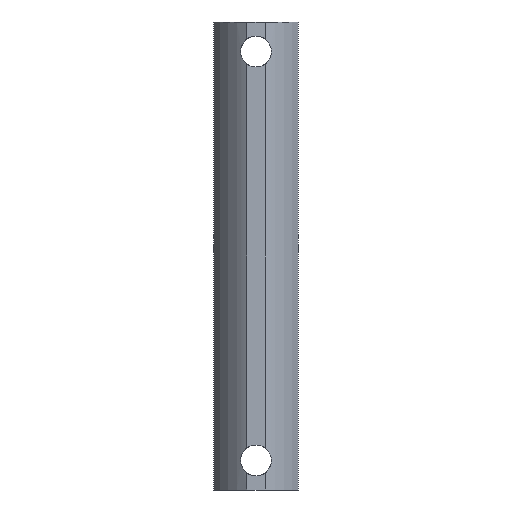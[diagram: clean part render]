
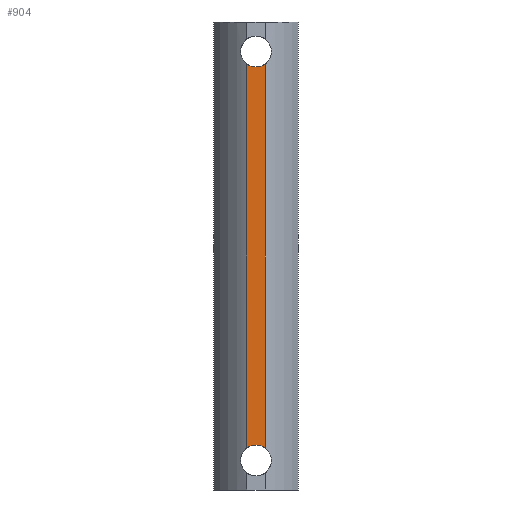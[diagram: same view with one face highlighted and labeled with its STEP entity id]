
A CAD part, front view. The second image highlights one B-rep face of the part: STEP entity #904.
In plain terms, the highlighted planar face has unit normal (0, -1, 0).
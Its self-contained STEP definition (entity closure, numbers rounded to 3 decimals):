
#154 = VERTEX_POINT('',#155);
#155 = CARTESIAN_POINT('',(-1.5,-7.,-31.2));
#177 = CYLINDRICAL_SURFACE('',#178,2.5);
#178 = AXIS2_PLACEMENT_3D('',#179,#180,#181);
#179 = CARTESIAN_POINT('',(0.,0.,-33.2
    ));
#180 = DIRECTION('',(0.,-1.,0.));
#181 = DIRECTION('',(0.,0.,1.));
#233 = CYLINDRICAL_SURFACE('',#234,15.);
#234 = AXIS2_PLACEMENT_3D('',#235,#236,#237);
#235 = CARTESIAN_POINT('',(6.876,5.444,38.));
#236 = DIRECTION('',(0.,0.,1.));
#237 = DIRECTION('',(-1.,0.,0.));
#289 = EDGE_CURVE('',#154,#290,#292,.T.);
#290 = VERTEX_POINT('',#291);
#291 = CARTESIAN_POINT('',(0.,-7.,-30.7));
#292 = SURFACE_CURVE('',#293,(#298,#305),.PCURVE_S1.);
#293 = CIRCLE('',#294,2.5);
#294 = AXIS2_PLACEMENT_3D('',#295,#296,#297);
#295 = CARTESIAN_POINT('',(0.,-7.,-33.2));
#296 = DIRECTION('',(0.,1.,-0.));
#297 = DIRECTION('',(0.,0.,1.));
#298 = PCURVE('',#177,#299);
#299 = DEFINITIONAL_REPRESENTATION('',(#300),#304);
#300 = LINE('',#301,#302);
#301 = CARTESIAN_POINT('',(6.283,7.));
#302 = VECTOR('',#303,1.);
#303 = DIRECTION('',(-1.,0.));
#304 = ( GEOMETRIC_REPRESENTATION_CONTEXT(2) 
PARAMETRIC_REPRESENTATION_CONTEXT() REPRESENTATION_CONTEXT('2D SPACE',''
  ) );
#305 = PCURVE('',#306,#311);
#306 = PLANE('',#307);
#307 = AXIS2_PLACEMENT_3D('',#308,#309,#310);
#308 = CARTESIAN_POINT('',(1.5,-7.,38.));
#309 = DIRECTION('',(0.,1.,0.));
#310 = DIRECTION('',(1.,-0.,0.));
#311 = DEFINITIONAL_REPRESENTATION('',(#312),#316);
#312 = CIRCLE('',#313,2.5);
#313 = AXIS2_PLACEMENT_2D('',#314,#315);
#314 = CARTESIAN_POINT('',(-1.5,71.2));
#315 = DIRECTION('',(0.,-1.));
#316 = ( GEOMETRIC_REPRESENTATION_CONTEXT(2) 
PARAMETRIC_REPRESENTATION_CONTEXT() REPRESENTATION_CONTEXT('2D SPACE',''
  ) );
#334 = CYLINDRICAL_SURFACE('',#335,2.5);
#335 = AXIS2_PLACEMENT_3D('',#336,#337,#338);
#336 = CARTESIAN_POINT('',(0.,0.,-33.2
    ));
#337 = DIRECTION('',(0.,-1.,0.));
#338 = DIRECTION('',(0.,0.,1.));
#428 = VERTEX_POINT('',#429);
#429 = CARTESIAN_POINT('',(-1.5,-7.,31.2));
#453 = CYLINDRICAL_SURFACE('',#454,2.5);
#454 = AXIS2_PLACEMENT_3D('',#455,#456,#457);
#455 = CARTESIAN_POINT('',(0.,0.,33.2));
#456 = DIRECTION('',(0.,-1.,0.));
#457 = DIRECTION('',(0.,0.,1.));
#605 = CYLINDRICAL_SURFACE('',#606,2.5);
#606 = AXIS2_PLACEMENT_3D('',#607,#608,#609);
#607 = CARTESIAN_POINT('',(0.,0.,33.2));
#608 = DIRECTION('',(0.,-1.,0.));
#609 = DIRECTION('',(0.,0.,1.));
#646 = VERTEX_POINT('',#647);
#647 = CARTESIAN_POINT('',(0.,-7.,30.7));
#668 = EDGE_CURVE('',#646,#428,#669,.T.);
#669 = SURFACE_CURVE('',#670,(#675,#682),.PCURVE_S1.);
#670 = CIRCLE('',#671,2.5);
#671 = AXIS2_PLACEMENT_3D('',#672,#673,#674);
#672 = CARTESIAN_POINT('',(0.,-7.,33.2));
#673 = DIRECTION('',(0.,1.,-0.));
#674 = DIRECTION('',(0.,0.,1.));
#675 = PCURVE('',#453,#676);
#676 = DEFINITIONAL_REPRESENTATION('',(#677),#681);
#677 = LINE('',#678,#679);
#678 = CARTESIAN_POINT('',(6.283,7.));
#679 = VECTOR('',#680,1.);
#680 = DIRECTION('',(-1.,0.));
#681 = ( GEOMETRIC_REPRESENTATION_CONTEXT(2) 
PARAMETRIC_REPRESENTATION_CONTEXT() REPRESENTATION_CONTEXT('2D SPACE',''
  ) );
#682 = PCURVE('',#306,#683);
#683 = DEFINITIONAL_REPRESENTATION('',(#684),#688);
#684 = CIRCLE('',#685,2.5);
#685 = AXIS2_PLACEMENT_2D('',#686,#687);
#686 = CARTESIAN_POINT('',(-1.5,4.8));
#687 = DIRECTION('',(0.,-1.));
#688 = ( GEOMETRIC_REPRESENTATION_CONTEXT(2) 
PARAMETRIC_REPRESENTATION_CONTEXT() REPRESENTATION_CONTEXT('2D SPACE',''
  ) );
#826 = CYLINDRICAL_SURFACE('',#827,15.);
#827 = AXIS2_PLACEMENT_3D('',#828,#829,#830);
#828 = CARTESIAN_POINT('',(-6.876,5.444,38.));
#829 = DIRECTION('',(0.,0.,1.));
#830 = DIRECTION('',(-1.,0.,0.));
#904 = ADVANCED_FACE('',(#905),#306,.F.);
#905 = FACE_BOUND('',#906,.T.);
#906 = EDGE_LOOP('',(#907,#928,#929,#953,#976,#998));
#907 = ORIENTED_EDGE('',*,*,#908,.T.);
#908 = EDGE_CURVE('',#428,#154,#909,.T.);
#909 = SURFACE_CURVE('',#910,(#914,#921),.PCURVE_S1.);
#910 = LINE('',#911,#912);
#911 = CARTESIAN_POINT('',(-1.5,-7.,38.));
#912 = VECTOR('',#913,1.);
#913 = DIRECTION('',(-0.,-0.,-1.));
#914 = PCURVE('',#306,#915);
#915 = DEFINITIONAL_REPRESENTATION('',(#916),#920);
#916 = LINE('',#917,#918);
#917 = CARTESIAN_POINT('',(-3.,0.));
#918 = VECTOR('',#919,1.);
#919 = DIRECTION('',(0.,1.));
#920 = ( GEOMETRIC_REPRESENTATION_CONTEXT(2) 
PARAMETRIC_REPRESENTATION_CONTEXT() REPRESENTATION_CONTEXT('2D SPACE',''
  ) );
#921 = PCURVE('',#233,#922);
#922 = DEFINITIONAL_REPRESENTATION('',(#923),#927);
#923 = LINE('',#924,#925);
#924 = CARTESIAN_POINT('',(0.978,0.));
#925 = VECTOR('',#926,1.);
#926 = DIRECTION('',(0.,-1.));
#927 = ( GEOMETRIC_REPRESENTATION_CONTEXT(2) 
PARAMETRIC_REPRESENTATION_CONTEXT() REPRESENTATION_CONTEXT('2D SPACE',''
  ) );
#928 = ORIENTED_EDGE('',*,*,#289,.T.);
#929 = ORIENTED_EDGE('',*,*,#930,.T.);
#930 = EDGE_CURVE('',#290,#931,#933,.T.);
#931 = VERTEX_POINT('',#932);
#932 = CARTESIAN_POINT('',(1.5,-7.,-31.2));
#933 = SURFACE_CURVE('',#934,(#939,#946),.PCURVE_S1.);
#934 = CIRCLE('',#935,2.5);
#935 = AXIS2_PLACEMENT_3D('',#936,#937,#938);
#936 = CARTESIAN_POINT('',(0.,-7.,-33.2));
#937 = DIRECTION('',(0.,1.,-0.));
#938 = DIRECTION('',(0.,0.,1.));
#939 = PCURVE('',#306,#940);
#940 = DEFINITIONAL_REPRESENTATION('',(#941),#945);
#941 = CIRCLE('',#942,2.5);
#942 = AXIS2_PLACEMENT_2D('',#943,#944);
#943 = CARTESIAN_POINT('',(-1.5,71.2));
#944 = DIRECTION('',(0.,-1.));
#945 = ( GEOMETRIC_REPRESENTATION_CONTEXT(2) 
PARAMETRIC_REPRESENTATION_CONTEXT() REPRESENTATION_CONTEXT('2D SPACE',''
  ) );
#946 = PCURVE('',#334,#947);
#947 = DEFINITIONAL_REPRESENTATION('',(#948),#952);
#948 = LINE('',#949,#950);
#949 = CARTESIAN_POINT('',(6.283,7.));
#950 = VECTOR('',#951,1.);
#951 = DIRECTION('',(-1.,0.));
#952 = ( GEOMETRIC_REPRESENTATION_CONTEXT(2) 
PARAMETRIC_REPRESENTATION_CONTEXT() REPRESENTATION_CONTEXT('2D SPACE',''
  ) );
#953 = ORIENTED_EDGE('',*,*,#954,.F.);
#954 = EDGE_CURVE('',#955,#931,#957,.T.);
#955 = VERTEX_POINT('',#956);
#956 = CARTESIAN_POINT('',(1.5,-7.,31.2));
#957 = SURFACE_CURVE('',#958,(#962,#969),.PCURVE_S1.);
#958 = LINE('',#959,#960);
#959 = CARTESIAN_POINT('',(1.5,-7.,38.));
#960 = VECTOR('',#961,1.);
#961 = DIRECTION('',(-0.,-0.,-1.));
#962 = PCURVE('',#306,#963);
#963 = DEFINITIONAL_REPRESENTATION('',(#964),#968);
#964 = LINE('',#965,#966);
#965 = CARTESIAN_POINT('',(0.,0.));
#966 = VECTOR('',#967,1.);
#967 = DIRECTION('',(0.,1.));
#968 = ( GEOMETRIC_REPRESENTATION_CONTEXT(2) 
PARAMETRIC_REPRESENTATION_CONTEXT() REPRESENTATION_CONTEXT('2D SPACE',''
  ) );
#969 = PCURVE('',#826,#970);
#970 = DEFINITIONAL_REPRESENTATION('',(#971),#975);
#971 = LINE('',#972,#973);
#972 = CARTESIAN_POINT('',(2.163,0.));
#973 = VECTOR('',#974,1.);
#974 = DIRECTION('',(0.,-1.));
#975 = ( GEOMETRIC_REPRESENTATION_CONTEXT(2) 
PARAMETRIC_REPRESENTATION_CONTEXT() REPRESENTATION_CONTEXT('2D SPACE',''
  ) );
#976 = ORIENTED_EDGE('',*,*,#977,.T.);
#977 = EDGE_CURVE('',#955,#646,#978,.T.);
#978 = SURFACE_CURVE('',#979,(#984,#991),.PCURVE_S1.);
#979 = CIRCLE('',#980,2.5);
#980 = AXIS2_PLACEMENT_3D('',#981,#982,#983);
#981 = CARTESIAN_POINT('',(0.,-7.,33.2));
#982 = DIRECTION('',(0.,1.,-0.));
#983 = DIRECTION('',(0.,0.,1.));
#984 = PCURVE('',#306,#985);
#985 = DEFINITIONAL_REPRESENTATION('',(#986),#990);
#986 = CIRCLE('',#987,2.5);
#987 = AXIS2_PLACEMENT_2D('',#988,#989);
#988 = CARTESIAN_POINT('',(-1.5,4.8));
#989 = DIRECTION('',(0.,-1.));
#990 = ( GEOMETRIC_REPRESENTATION_CONTEXT(2) 
PARAMETRIC_REPRESENTATION_CONTEXT() REPRESENTATION_CONTEXT('2D SPACE',''
  ) );
#991 = PCURVE('',#605,#992);
#992 = DEFINITIONAL_REPRESENTATION('',(#993),#997);
#993 = LINE('',#994,#995);
#994 = CARTESIAN_POINT('',(6.283,7.));
#995 = VECTOR('',#996,1.);
#996 = DIRECTION('',(-1.,0.));
#997 = ( GEOMETRIC_REPRESENTATION_CONTEXT(2) 
PARAMETRIC_REPRESENTATION_CONTEXT() REPRESENTATION_CONTEXT('2D SPACE',''
  ) );
#998 = ORIENTED_EDGE('',*,*,#668,.T.);
